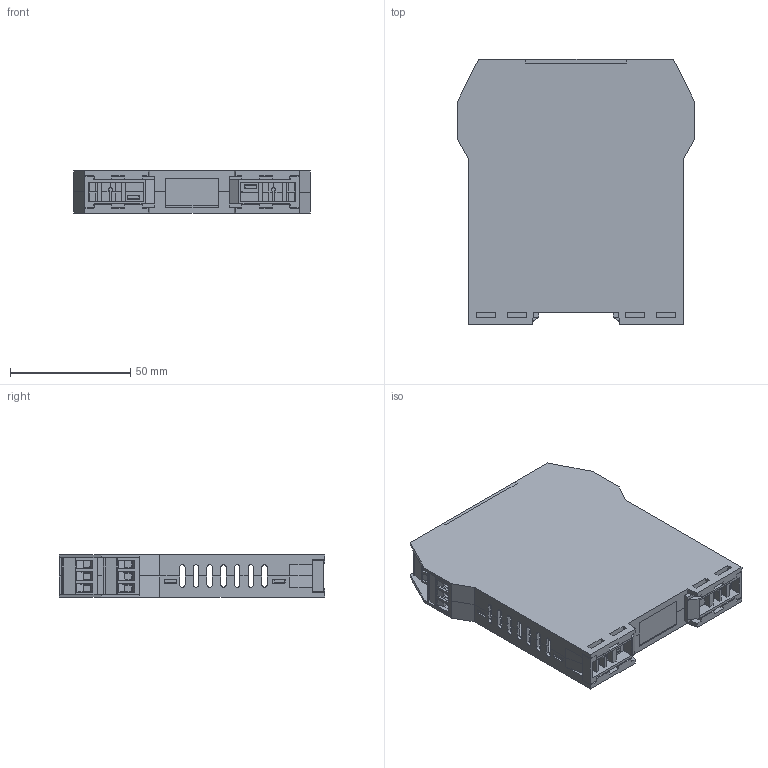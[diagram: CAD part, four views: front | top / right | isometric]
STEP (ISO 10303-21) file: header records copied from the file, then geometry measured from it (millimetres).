
FILE_DESCRIPTION(/* description */ (''),/* implementation_level */ '2;1');
FILE_NAME(/* name */ 'Z109REG2-1.iam.stp',/* time_stamp */ '2017-03-13T15:34:19+01:00',/* author */ ('teso'),/* organization */ (''),/* preprocessor_version */ 'ST-DEVELOPER v16.5',/* originating_system */ 'Autodesk Inventor 2017',/* authorisation */ '');
FILE_SCHEMA (('AUTOMOTIVE_DESIGN { 1 0 10303 214 3 1 1 }'));
Length unit declared in the file: millimetre
Products named in the file (9): Z109REG2-1; contenitore; gancio fissaggio; connettore bus; Coperchio-post.; Coperchio-ant.; Fix1_MIR4; MSTB_2.5_3-ST-5.08; MSTB_2.5_3-ST-5.08_MIR2
Assembly tree (11 placements, depth 2):
  Z109REG2-1
    contenitore  x2
    gancio fissaggio
    connettore bus
    Coperchio-post.
    Coperchio-ant.
    Fix1_MIR4
    MSTB_2.5_3-ST-5.08  x2
    MSTB_2.5_3-ST-5.08_MIR2  x2
Bounding box: 98.5 x 110.15 x 17.5 mm (x, y, z)
Volume: 49360.3 mm3; surface area: 64936.9 mm2
Topology: 11 solids, 11 shells, 1650 faces, 4426 edges, 2888 vertices
Faces by surface type: plane 1364, cylinder 282, cone 4
Full cylindrical faces by diameter (mm): 0.609 x4, 1.4 x12, 1.5 x4, 1.6 x4, 2.8 x12, 3 x4, 3.783 x12, 4 x12
Entity records: 28248 total; most frequent: CARTESIAN_POINT 4870, ORIENTED_EDGE 4752, DIRECTION 4562, EDGE_CURVE 2376, LINE 2050, VECTOR 2050, VERTEX_POINT 1564, AXIS2_PLACEMENT_3D 1256
